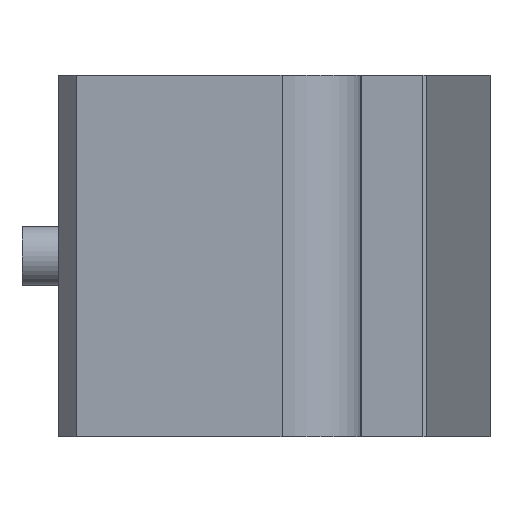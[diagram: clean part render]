
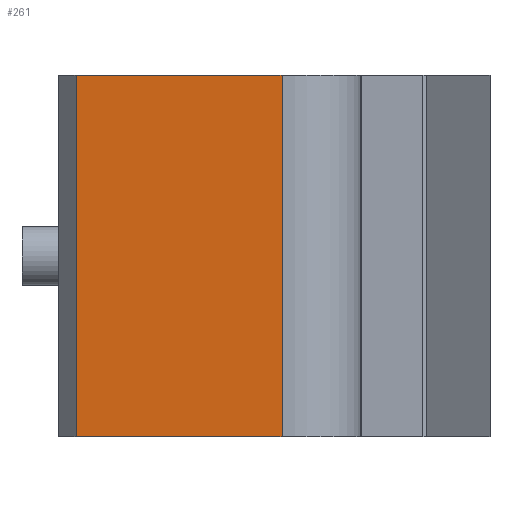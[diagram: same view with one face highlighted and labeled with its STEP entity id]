
A CAD part, left-side view. The second image highlights one B-rep face of the part: STEP entity #261.
In plain terms, the highlighted planar face has unit normal (-0.996, 0.087, 0).
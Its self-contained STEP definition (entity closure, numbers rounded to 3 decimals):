
#107=FACE_OUTER_BOUND('',#373,.T.);
#133=PLANE('',#804);
#165=LINE('',#1119,#214);
#166=LINE('',#1122,#215);
#167=LINE('',#1124,#216);
#168=LINE('',#1126,#217);
#214=VECTOR('',#903,1.);
#215=VECTOR('',#904,1.);
#216=VECTOR('',#905,1.);
#217=VECTOR('',#906,1.);
#261=ADVANCED_FACE('',(#107),#133,.F.);
#373=EDGE_LOOP('',(#447,#448,#449,#450));
#447=ORIENTED_EDGE('',*,*,#684,.T.);
#448=ORIENTED_EDGE('',*,*,#685,.F.);
#449=ORIENTED_EDGE('',*,*,#686,.F.);
#450=ORIENTED_EDGE('',*,*,#687,.T.);
#619=VERTEX_POINT('',#1120);
#620=VERTEX_POINT('',#1121);
#621=VERTEX_POINT('',#1123);
#622=VERTEX_POINT('',#1125);
#684=EDGE_CURVE('',#619,#620,#165,.T.);
#685=EDGE_CURVE('',#621,#620,#166,.T.);
#686=EDGE_CURVE('',#622,#621,#167,.T.);
#687=EDGE_CURVE('',#622,#619,#168,.T.);
#804=AXIS2_PLACEMENT_3D('',#1127,#907,#908);
#903=DIRECTION('',(-0.087,-0.996,0.));
#904=DIRECTION('',(0.,0.,-1.));
#905=DIRECTION('',(-0.087,-0.996,0.));
#906=DIRECTION('',(0.,0.,-1.));
#907=DIRECTION('',(0.996,-0.087,0.));
#908=DIRECTION('',(0.087,0.996,0.));
#1119=CARTESIAN_POINT('',(-118.737,33.441,0.));
#1120=CARTESIAN_POINT('',(-118.737,33.441,0.));
#1121=CARTESIAN_POINT('',(-119.735,22.041,0.));
#1122=CARTESIAN_POINT('',(-119.735,22.041,20.));
#1123=CARTESIAN_POINT('',(-119.735,22.041,20.));
#1124=CARTESIAN_POINT('',(-118.737,33.441,20.));
#1125=CARTESIAN_POINT('',(-118.737,33.441,20.));
#1126=CARTESIAN_POINT('',(-118.737,33.441,20.));
#1127=CARTESIAN_POINT('',(-118.737,33.441,20.));
